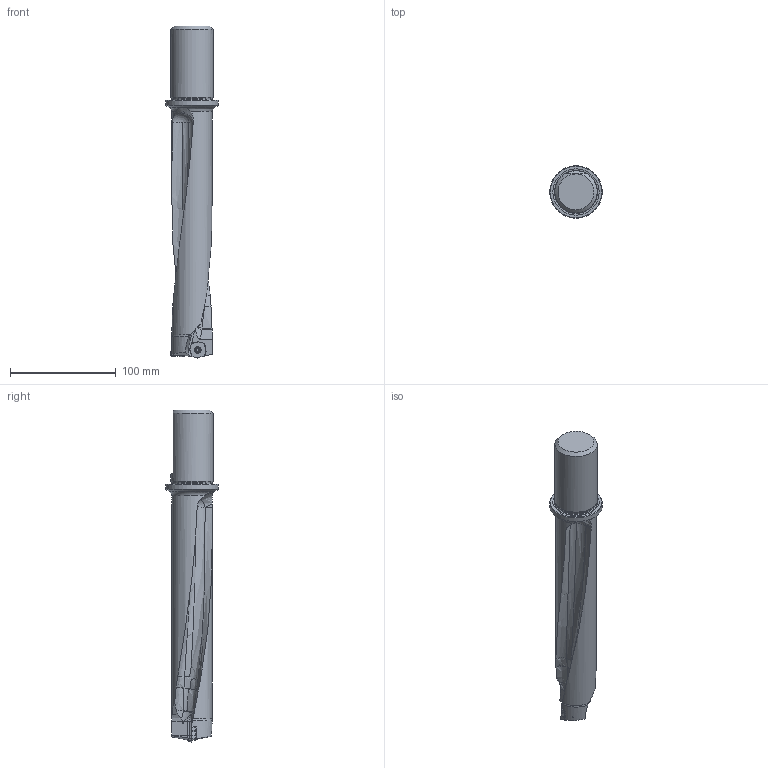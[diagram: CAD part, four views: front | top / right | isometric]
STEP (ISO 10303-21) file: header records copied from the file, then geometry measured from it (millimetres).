
FILE_DESCRIPTION(/* description */ (''),/* implementation_level */ '2;1');
FILE_NAME(/* name */ 'MM6970589.stp',/* time_stamp */ '2022-01-25T14:29:16+06:00',/* author */ (''),/* organization */ (''),/* preprocessor_version */ 'ST-DEVELOPER v16.7',/* originating_system */ 'SIEMENS PLM Software NX 12.0',/* authorisation */ '');
FILE_SCHEMA (('AUTOMOTIVE_DESIGN { 1 0 10303 214 3 1 1 1 }'));
Length unit declared in the file: millimetre
Products named in the file (1): MM6970589
Bounding box: 49.6 x 49.6 x 313.65 mm (x, y, z)
Volume: 256869.6 mm3; surface area: 46352.7 mm2
Topology: 5 solids, 5 shells, 314 faces, 871 edges, 570 vertices
Faces by surface type: cylinder 120, plane 108, bspline 34, cone 22, sphere 18, torus 12
Full cylindrical faces by diameter (mm): 3.5 x2, 4 x2, 4.8 x2, 5.6 x2, 6.2 x2, 39.292 x1, 39.992 x1, 49.6 x1
Entity records: 11122 total; most frequent: CARTESIAN_POINT 3315, ORIENTED_EDGE 1668, DIRECTION 1573, EDGE_CURVE 834, AXIS2_PLACEMENT_3D 624, VERTEX_POINT 565, EDGE_LOOP 353, LINE 325
